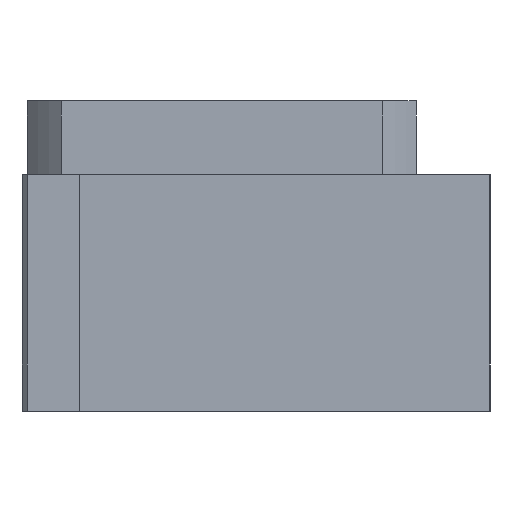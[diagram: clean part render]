
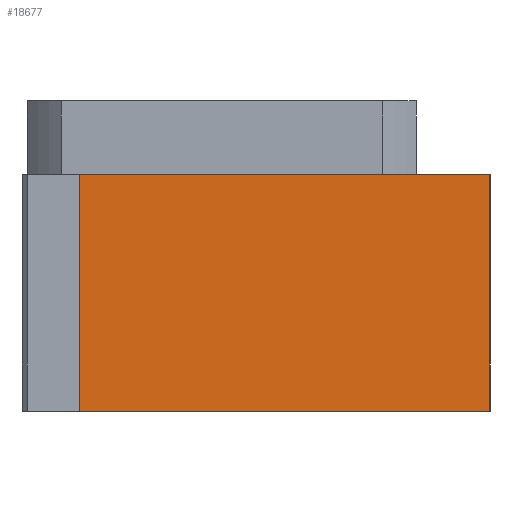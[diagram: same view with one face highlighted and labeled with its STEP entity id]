
A CAD part, left-side view. The second image highlights one B-rep face of the part: STEP entity #18677.
In plain terms, the highlighted planar face has unit normal (-1, 0, 0).
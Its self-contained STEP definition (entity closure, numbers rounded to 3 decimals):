
#2058 = DIRECTION ( 'NONE',  ( 0., -1., 0. ) ) ;
#3207 = PLANE ( 'NONE',  #26338 ) ;
#3919 = EDGE_LOOP ( 'NONE', ( #22740, #10286, #24884, #14068 ) ) ;
#4976 = VECTOR ( 'NONE', #17788, 1000. ) ;
#5948 = CARTESIAN_POINT ( 'NONE',  ( -64., 27., 0. ) ) ;
#6610 = VERTEX_POINT ( 'NONE', #36216 ) ;
#6820 = EDGE_CURVE ( 'NONE', #6610, #32575, #25514, .T. ) ;
#9806 = LINE ( 'NONE', #5948, #36407 ) ;
#10286 = ORIENTED_EDGE ( 'NONE', *, *, #6820, .F. ) ;
#12548 = EDGE_CURVE ( 'NONE', #6610, #28371, #37969, .T. ) ;
#14068 = ORIENTED_EDGE ( 'NONE', *, *, #24255, .T. ) ;
#17788 = DIRECTION ( 'NONE',  ( 0., 0., 1. ) ) ;
#18453 = EDGE_CURVE ( 'NONE', #32575, #28295, #9806, .T. ) ;
#18677 = ADVANCED_FACE ( 'NONE', ( #36340 ), #3207, .T. ) ;
#21638 = CARTESIAN_POINT ( 'NONE',  ( -64., 27., -45. ) ) ;
#22740 = ORIENTED_EDGE ( 'NONE', *, *, #18453, .F. ) ;
#24255 = EDGE_CURVE ( 'NONE', #28371, #28295, #36441, .T. ) ;
#24884 = ORIENTED_EDGE ( 'NONE', *, *, #12548, .T. ) ;
#25514 = LINE ( 'NONE', #21638, #4976 ) ;
#26338 = AXIS2_PLACEMENT_3D ( 'NONE', #37359, #33356, #29394 ) ;
#28295 = VERTEX_POINT ( 'NONE', #34924 ) ;
#28371 = VERTEX_POINT ( 'NONE', #37991 ) ;
#28486 = DIRECTION ( 'NONE',  ( 0., 0., 1. ) ) ;
#29394 = DIRECTION ( 'NONE',  ( 0., 0., 1. ) ) ;
#29998 = DIRECTION ( 'NONE',  ( 0., -1., 0. ) ) ;
#30452 = VECTOR ( 'NONE', #28486, 1000. ) ;
#30943 = CARTESIAN_POINT ( 'NONE',  ( -64., 27., 0. ) ) ;
#31255 = VECTOR ( 'NONE', #29998, 1000. ) ;
#32450 = CARTESIAN_POINT ( 'NONE',  ( -64., -51., -45. ) ) ;
#32575 = VERTEX_POINT ( 'NONE', #30943 ) ;
#33356 = DIRECTION ( 'NONE',  ( -1., 0., 0. ) ) ;
#33961 = CARTESIAN_POINT ( 'NONE',  ( -64., 27., -45. ) ) ;
#34924 = CARTESIAN_POINT ( 'NONE',  ( -64., -51., 0. ) ) ;
#36216 = CARTESIAN_POINT ( 'NONE',  ( -64., 27., -45. ) ) ;
#36340 = FACE_OUTER_BOUND ( 'NONE', #3919, .T. ) ;
#36407 = VECTOR ( 'NONE', #2058, 1000. ) ;
#36441 = LINE ( 'NONE', #32450, #30452 ) ;
#37359 = CARTESIAN_POINT ( 'NONE',  ( -64., 27., -45. ) ) ;
#37969 = LINE ( 'NONE', #33961, #31255 ) ;
#37991 = CARTESIAN_POINT ( 'NONE',  ( -64., -51., -45. ) ) ;
